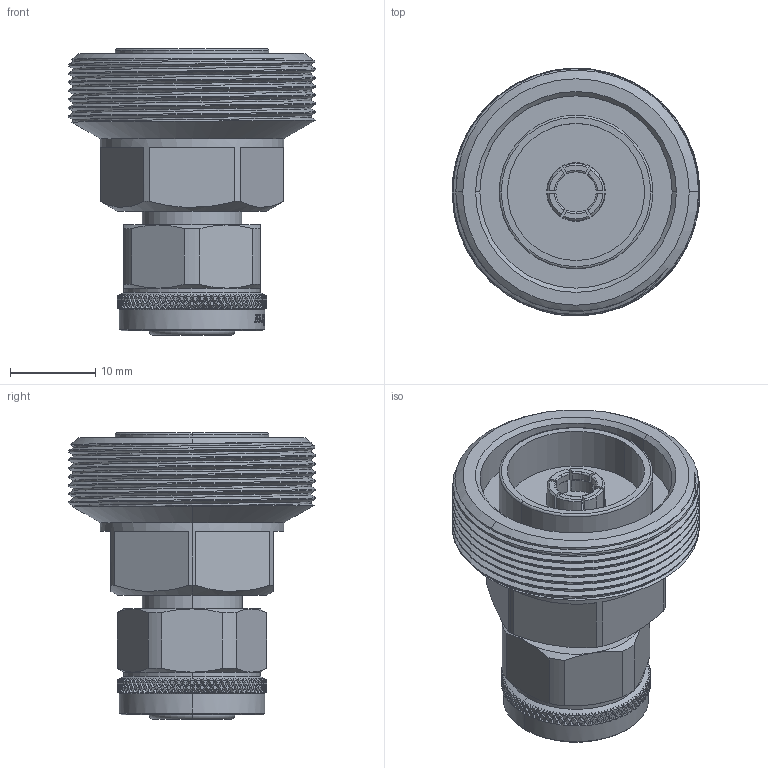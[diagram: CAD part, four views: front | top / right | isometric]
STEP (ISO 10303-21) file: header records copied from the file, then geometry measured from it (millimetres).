
FILE_DESCRIPTION (( 'STEP AP214' ), '1' );
FILE_NAME ('J01122A0018.STEP', '2018-08-02T11:43:27', ( '' ), ( '' ), 'SwSTEP 2.0', 'SolidWorks 2017', '' );
FILE_SCHEMA (( 'AUTOMOTIVE_DESIGN' ));
Length unit declared in the file: millimetre
Products named in the file (1): J01122A0018
Bounding box: 29 x 28.97 x 33.5 mm (x, y, z)
Volume: 9692.5 mm3; surface area: 5367.1 mm2
Topology: 1 solids, 2 shells, 1558 faces, 3540 edges, 2017 vertices
Faces by surface type: plane 1016, cylinder 299, cone 130, bspline 91, torus 22
Entity records: 68162 total; most frequent: CARTESIAN_POINT 20394, ORIENTED_EDGE 7080, DIRECTION 5472, EDGE_CURVE 3540, VERTEX_POINT 2017, AXIS2_PLACEMENT_3D 2003, EDGE_LOOP 1589, FACE_OUTER_BOUND 1558
